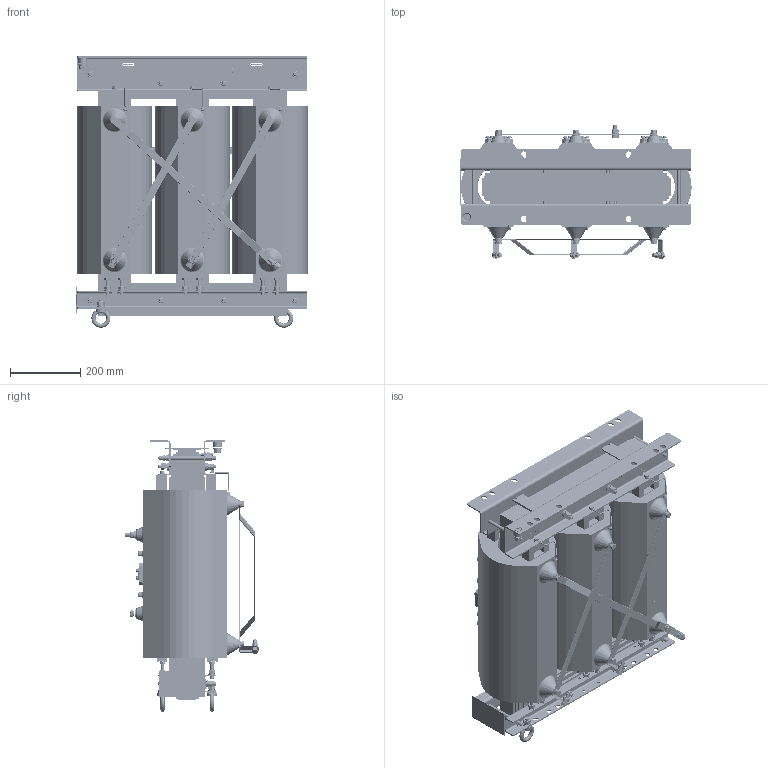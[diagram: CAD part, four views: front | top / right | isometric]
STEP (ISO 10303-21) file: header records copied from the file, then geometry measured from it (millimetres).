
FILE_DESCRIPTION (( 'STEP AP214' ), '1' );
FILE_NAME ('ﾒﾋﾑ-40 Y.ﾄ.STEP', '2023-05-03T08:46:21', ( '' ), ( '' ), 'SwSTEP 2.0', 'SolidWorks 2010', '' );
FILE_SCHEMA (( 'AUTOMOTIVE_DESIGN' ));
Length unit declared in the file: millimetre
Products named in the file (1): ﾒﾋﾑ-40 Y.ﾄ
Bounding box: 660.23 x 380 x 775.53 mm (x, y, z)
Surface area: 5793079 mm2 (no closed solid volume)
Topology: 0 solids, 424 shells, 2770 faces, 8861 edges, 6395 vertices
Faces by surface type: plane 1480, cylinder 749, cone 358, torus 106, sphere 66, bspline 11
Entity records: 136602 total; most frequent: CARTESIAN_POINT 28548, DIRECTION 16685, ORIENTED_EDGE 13761, EDGE_CURVE 8837, VERTEX_POINT 6395, AXIS2_PLACEMENT_3D 6234, LINE 4217, VECTOR 4217
